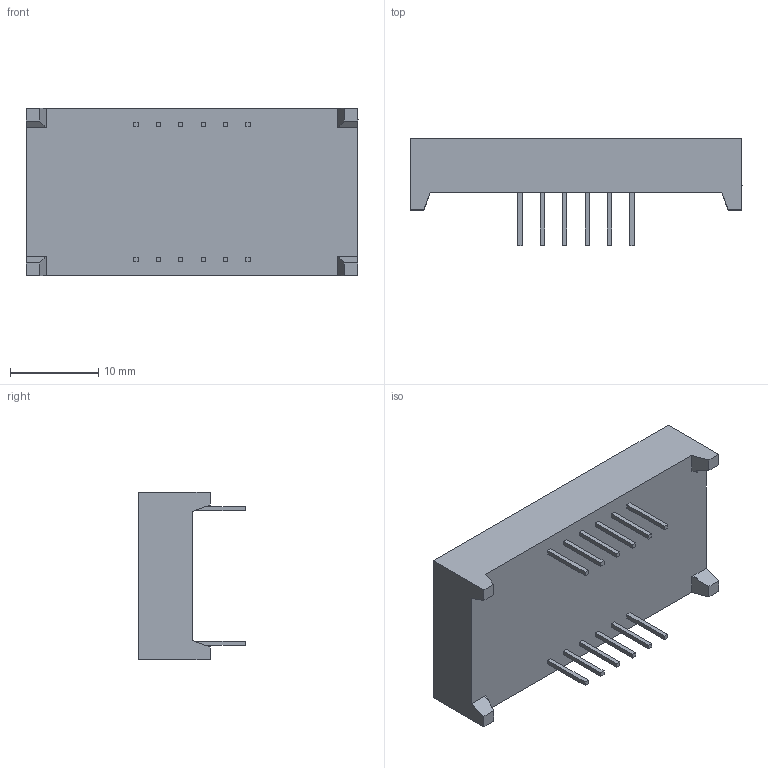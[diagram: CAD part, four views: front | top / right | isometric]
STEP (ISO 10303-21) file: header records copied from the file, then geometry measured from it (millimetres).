
FILE_DESCRIPTION (( 'STEP AP214' ), '1' );
FILE_NAME ('end-el-san Co Ltd-King Bright BX56-12A.STEP', '2014-08-14T00:14:25', ( 'Windows User' ), ( '' ), 'SwSTEP 2.0', 'SolidWorks 2014', '' );
FILE_SCHEMA (( 'AUTOMOTIVE_DESIGN' ));
Length unit declared in the file: millimetre
Products named in the file (1): end-el-san Co Ltd-King Bright BX56-12A
Bounding box: 37.6 x 12.1 x 19 mm (x, y, z)
Volume: 4395 mm3; surface area: 2330.6 mm2
Topology: 1 solids, 1 shells, 507 faces, 1326 edges, 884 vertices
Faces by surface type: plane 373, bspline 116, cylinder 18
Entity records: 26466 total; most frequent: CARTESIAN_POINT 9115, ORIENTED_EDGE 2652, DIRECTION 1911, EDGE_CURVE 1326, VECTOR 1055, LINE 1055, VERTEX_POINT 884, EDGE_LOOP 570
